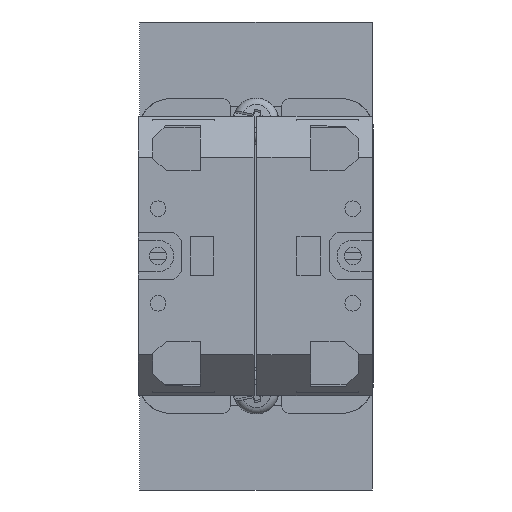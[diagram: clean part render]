
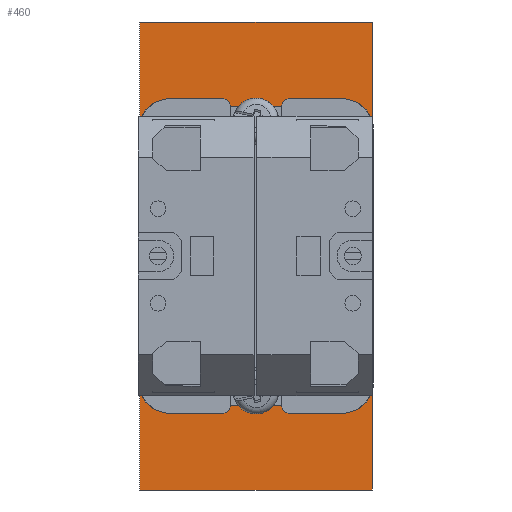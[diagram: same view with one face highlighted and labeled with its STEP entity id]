
A CAD part, front view. The second image highlights one B-rep face of the part: STEP entity #460.
In plain terms, the highlighted planar face has unit normal (0, -1, 0).
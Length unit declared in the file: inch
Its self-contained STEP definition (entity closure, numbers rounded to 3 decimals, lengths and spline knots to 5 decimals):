
#157 = VECTOR ( 'NONE', #8568, 39.37008 ) ;
#460 = ADVANCED_FACE ( 'NONE', ( #11275, #3936 ), #10064, .F. ) ;
#766 = CARTESIAN_POINT ( 'NONE',  ( 0., 0.44843, 0.47244 ) ) ;
#2859 = EDGE_CURVE ( 'NONE', #8445, #13773, #10763, .T. ) ;
#2994 = VECTOR ( 'NONE', #15526, 39.37008 ) ;
#2998 = CARTESIAN_POINT ( 'NONE',  ( 0.58071, 0.44843, -1.17126 ) ) ;
#3196 = CARTESIAN_POINT ( 'NONE',  ( 0., 0.44843, 0. ) ) ;
#3219 = EDGE_CURVE ( 'NONE', #17616, #8445, #10324, .T. ) ;
#3348 = LINE ( 'NONE', #16366, #10249 ) ;
#3917 = DIRECTION ( 'NONE',  ( 1., 0., 0. ) ) ;
#3936 = FACE_OUTER_BOUND ( 'NONE', #10536, .T. ) ;
#4355 = DIRECTION ( 'NONE',  ( -1., 0., 0. ) ) ;
#4472 = EDGE_CURVE ( 'NONE', #11961, #17616, #3348, .T. ) ;
#4958 = ORIENTED_EDGE ( 'NONE', *, *, #4472, .F. ) ;
#5542 = AXIS2_PLACEMENT_3D ( 'NONE', #7134, #16770, #8513 ) ;
#5915 = CARTESIAN_POINT ( 'NONE',  ( 0., 0.44843, -0.47244 ) ) ;
#6180 = VERTEX_POINT ( 'NONE', #5915 ) ;
#6949 = DIRECTION ( 'NONE',  ( 0., 1., 0. ) ) ;
#7134 = CARTESIAN_POINT ( 'NONE',  ( 0., 0.44843, 0. ) ) ;
#7162 = EDGE_CURVE ( 'NONE', #13773, #11961, #13895, .T. ) ;
#7168 = CARTESIAN_POINT ( 'NONE',  ( -0.58071, 0.44843, -1.17126 ) ) ;
#7339 = DIRECTION ( 'NONE',  ( 0., 0., 1. ) ) ;
#7685 = ORIENTED_EDGE ( 'NONE', *, *, #11466, .T. ) ;
#8445 = VERTEX_POINT ( 'NONE', #12483 ) ;
#8489 = ORIENTED_EDGE ( 'NONE', *, *, #2859, .F. ) ;
#8513 = DIRECTION ( 'NONE',  ( 0., 0., 1. ) ) ;
#8568 = DIRECTION ( 'NONE',  ( 0., 0., 1. ) ) ;
#8677 = CARTESIAN_POINT ( 'NONE',  ( 0.58071, 0.44843, 1.17126 ) ) ;
#9282 = VERTEX_POINT ( 'NONE', #766 ) ;
#9393 = ORIENTED_EDGE ( 'NONE', *, *, #14440, .T. ) ;
#10064 = PLANE ( 'NONE',  #13543 ) ;
#10249 = VECTOR ( 'NONE', #3917, 39.37008 ) ;
#10324 = LINE ( 'NONE', #8677, #2994 ) ;
#10536 = EDGE_LOOP ( 'NONE', ( #15427, #8489, #15601, #4958 ) ) ;
#10699 = CIRCLE ( 'NONE', #13982, 0.47244 ) ;
#10763 = LINE ( 'NONE', #2998, #13950 ) ;
#11275 = FACE_BOUND ( 'NONE', #16471, .T. ) ;
#11466 = EDGE_CURVE ( 'NONE', #9282, #6180, #15496, .T. ) ;
#11961 = VERTEX_POINT ( 'NONE', #14083 ) ;
#12483 = CARTESIAN_POINT ( 'NONE',  ( 0.58071, 0.44843, -1.17126 ) ) ;
#13543 = AXIS2_PLACEMENT_3D ( 'NONE', #3196, #15569, #7339 ) ;
#13773 = VERTEX_POINT ( 'NONE', #7168 ) ;
#13895 = LINE ( 'NONE', #16879, #157 ) ;
#13950 = VECTOR ( 'NONE', #4355, 39.37008 ) ;
#13982 = AXIS2_PLACEMENT_3D ( 'NONE', #15179, #6949, #16569 ) ;
#14083 = CARTESIAN_POINT ( 'NONE',  ( -0.58071, 0.44843, 1.17126 ) ) ;
#14440 = EDGE_CURVE ( 'NONE', #6180, #9282, #10699, .T. ) ;
#15179 = CARTESIAN_POINT ( 'NONE',  ( 0., 0.44843, 0. ) ) ;
#15427 = ORIENTED_EDGE ( 'NONE', *, *, #7162, .F. ) ;
#15488 = CARTESIAN_POINT ( 'NONE',  ( 0.58071, 0.44843, 1.17126 ) ) ;
#15496 = CIRCLE ( 'NONE', #5542, 0.47244 ) ;
#15526 = DIRECTION ( 'NONE',  ( 0., 0., -1. ) ) ;
#15569 = DIRECTION ( 'NONE',  ( 0., 1., 0. ) ) ;
#15601 = ORIENTED_EDGE ( 'NONE', *, *, #3219, .F. ) ;
#16366 = CARTESIAN_POINT ( 'NONE',  ( 0.58071, 0.44843, 1.17126 ) ) ;
#16471 = EDGE_LOOP ( 'NONE', ( #9393, #7685 ) ) ;
#16569 = DIRECTION ( 'NONE',  ( 0., 0., 1. ) ) ;
#16770 = DIRECTION ( 'NONE',  ( 0., 1., 0. ) ) ;
#16879 = CARTESIAN_POINT ( 'NONE',  ( -0.58071, 0.44843, 1.17126 ) ) ;
#17616 = VERTEX_POINT ( 'NONE', #15488 ) ;
